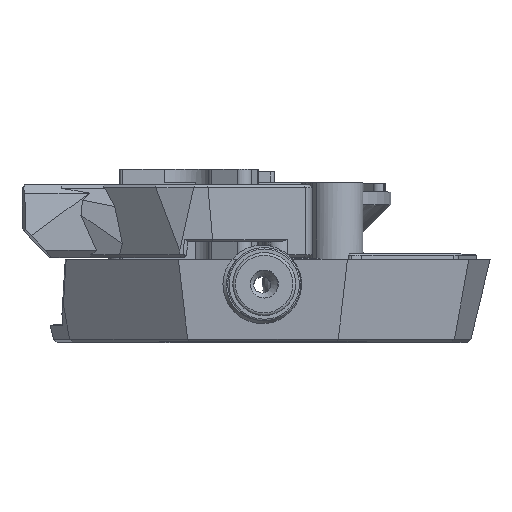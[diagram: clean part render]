
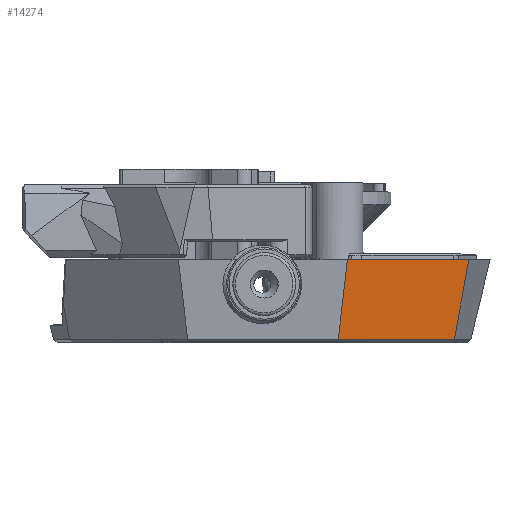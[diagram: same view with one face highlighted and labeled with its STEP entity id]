
A CAD part, top view. The second image highlights one B-rep face of the part: STEP entity #14274.
In plain terms, the highlighted planar face has unit normal (0.622, -0.139, 0.771).
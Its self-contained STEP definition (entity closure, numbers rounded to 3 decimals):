
#1814=FACE_OUTER_BOUND('',#2663,.T.);
#2663=EDGE_LOOP('',(#12438,#12439,#12440,#12441,#12442));
#3951=LINE('',#28345,#5282);
#3964=LINE('',#28577,#5295);
#4019=LINE('',#28744,#5350);
#4020=LINE('',#28747,#5351);
#4027=LINE('',#28760,#5358);
#5282=VECTOR('',#19075,10.);
#5295=VECTOR('',#19120,10.);
#5350=VECTOR('',#19255,10.);
#5351=VECTOR('',#19258,10.);
#5358=VECTOR('',#19271,10.);
#6665=VERTEX_POINT('',#28342);
#6666=VERTEX_POINT('',#28344);
#6686=VERTEX_POINT('',#28575);
#6736=VERTEX_POINT('',#28742);
#6737=VERTEX_POINT('',#28746);
#8580=EDGE_CURVE('',#6665,#6666,#3951,.T.);
#8608=EDGE_CURVE('',#6686,#6665,#3964,.T.);
#8683=EDGE_CURVE('',#6736,#6686,#4019,.T.);
#8684=EDGE_CURVE('',#6737,#6736,#4020,.T.);
#8691=EDGE_CURVE('',#6666,#6737,#4027,.T.);
#12438=ORIENTED_EDGE('',*,*,#8683,.F.);
#12439=ORIENTED_EDGE('',*,*,#8684,.F.);
#12440=ORIENTED_EDGE('',*,*,#8691,.F.);
#12441=ORIENTED_EDGE('',*,*,#8580,.F.);
#12442=ORIENTED_EDGE('',*,*,#8608,.F.);
#13540=PLANE('',#15663);
#14274=ADVANCED_FACE('',(#1814),#13540,.F.);
#15663=AXIS2_PLACEMENT_3D('',#28759,#19269,#19270);
#19075=DIRECTION('',(0.778,0.,-0.628));
#19120=DIRECTION('',(0.114,0.99,0.087));
#19255=DIRECTION('',(-0.606,0.537,0.586));
#19258=DIRECTION('',(-0.778,0.,0.628));
#19269=DIRECTION('center_axis',(-0.622,0.139,-0.771));
#19270=DIRECTION('ref_axis',(-0.778,0.,0.628));
#19271=DIRECTION('',(-0.176,-0.984,-0.035));
#28342=CARTESIAN_POINT('',(7.53,11.8,43.902));
#28344=CARTESIAN_POINT('',(24.864,11.8,29.914));
#28345=CARTESIAN_POINT('',(17.313,11.8,36.008));
#28575=CARTESIAN_POINT('',(6.214,0.398,42.904));
#28577=CARTESIAN_POINT('',(7.48,11.374,43.865));
#28742=CARTESIAN_POINT('',(6.217,0.396,42.902));
#28744=CARTESIAN_POINT('',(5.142,1.348,43.941));
#28746=CARTESIAN_POINT('',(22.82,0.396,29.504));
#28747=CARTESIAN_POINT('',(14.473,0.396,36.24));
#28759=CARTESIAN_POINT('Origin',(17.601,15.15,36.38));
#28760=CARTESIAN_POINT('',(24.513,9.841,29.844));
